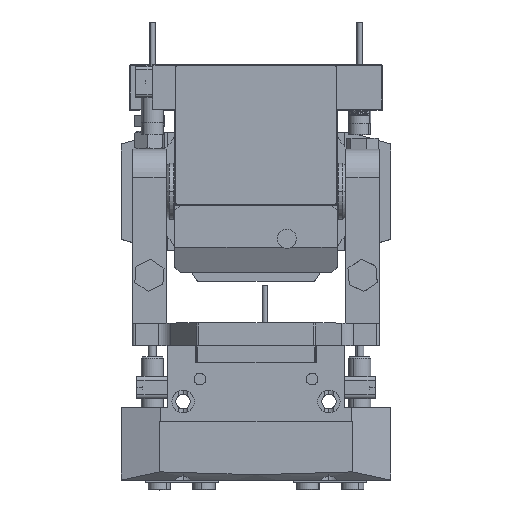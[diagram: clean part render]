
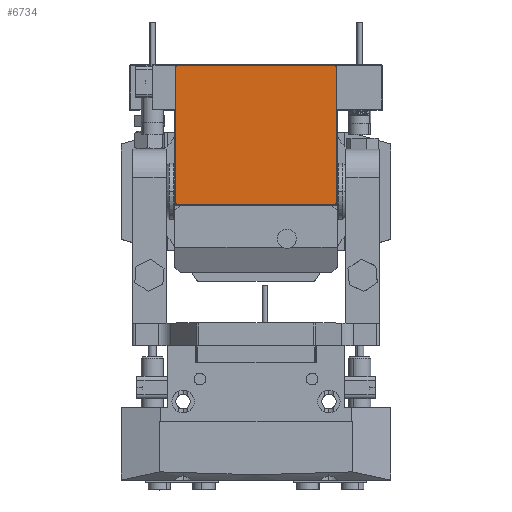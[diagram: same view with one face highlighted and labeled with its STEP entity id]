
A CAD part, top view. The second image highlights one B-rep face of the part: STEP entity #6734.
In plain terms, the highlighted planar face has unit normal (0, 0, 1).
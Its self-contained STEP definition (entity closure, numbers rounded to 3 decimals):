
#940 = CARTESIAN_POINT ( 'NONE',  ( 28.75, -48.75, 88. ) ) ;
#3164 = VECTOR ( 'NONE', #62751, 1000. ) ;
#3424 = DIRECTION ( 'NONE',  ( -1., 0., 0. ) ) ;
#3842 = VERTEX_POINT ( 'NONE', #27699 ) ;
#4036 = EDGE_CURVE ( 'NONE', #24129, #24575, #37796, .T. ) ;
#4821 = CARTESIAN_POINT ( 'NONE',  ( -28.75, -0.25, 88. ) ) ;
#6258 = LINE ( 'NONE', #6860, #52119 ) ;
#6734 = ADVANCED_FACE ( 'NONE', ( #75240 ), #55523, .F. ) ;
#6860 = CARTESIAN_POINT ( 'NONE',  ( 28.75, -0.25, 88. ) ) ;
#7130 = CARTESIAN_POINT ( 'NONE',  ( 27.75, -0.25, 88. ) ) ;
#7213 = AXIS2_PLACEMENT_3D ( 'NONE', #34034, #73035, #79564 ) ;
#8510 = CARTESIAN_POINT ( 'NONE',  ( 27.75, -1.25, 88. ) ) ;
#8683 = ORIENTED_EDGE ( 'NONE', *, *, #61151, .F. ) ;
#8855 = ORIENTED_EDGE ( 'NONE', *, *, #63324, .F. ) ;
#9647 = AXIS2_PLACEMENT_3D ( 'NONE', #64172, #44261, #70713 ) ;
#13499 = CARTESIAN_POINT ( 'NONE',  ( 27.75, -49.75, 88. ) ) ;
#16194 = DIRECTION ( 'NONE',  ( -1., 0., 0. ) ) ;
#20550 = ORIENTED_EDGE ( 'NONE', *, *, #4036, .T. ) ;
#23427 = CARTESIAN_POINT ( 'NONE',  ( -28.75, -49.75, 88. ) ) ;
#23576 = VERTEX_POINT ( 'NONE', #7130 ) ;
#23721 = CARTESIAN_POINT ( 'NONE',  ( -28.75, -48.75, 88. ) ) ;
#24129 = VERTEX_POINT ( 'NONE', #33463 ) ;
#24436 = DIRECTION ( 'NONE',  ( -1., 0., 0. ) ) ;
#24575 = VERTEX_POINT ( 'NONE', #23721 ) ;
#25585 = CIRCLE ( 'NONE', #68971, 1. ) ;
#27699 = CARTESIAN_POINT ( 'NONE',  ( -27.75, -0.25, 88. ) ) ;
#32637 = DIRECTION ( 'NONE',  ( -1., 0., 0. ) ) ;
#33463 = CARTESIAN_POINT ( 'NONE',  ( -28.75, -1.25, 88. ) ) ;
#34034 = CARTESIAN_POINT ( 'NONE',  ( 27.75, -48.75, 88. ) ) ;
#34163 = AXIS2_PLACEMENT_3D ( 'NONE', #8510, #61150, #16194 ) ;
#34670 = ORIENTED_EDGE ( 'NONE', *, *, #82218, .T. ) ;
#37796 = LINE ( 'NONE', #23427, #3164 ) ;
#38748 = VERTEX_POINT ( 'NONE', #940 ) ;
#39212 = ORIENTED_EDGE ( 'NONE', *, *, #62952, .T. ) ;
#42735 = EDGE_CURVE ( 'NONE', #23576, #3842, #60656, .T. ) ;
#44261 = DIRECTION ( 'NONE',  ( 0., 0., -1. ) ) ;
#44920 = DIRECTION ( 'NONE',  ( 0., 0., -1. ) ) ;
#46932 = EDGE_LOOP ( 'NONE', ( #20550, #8855, #34670, #8683, #39212, #70119, #80294, #81382 ) ) ;
#48430 = CARTESIAN_POINT ( 'NONE',  ( -20., -45., 88. ) ) ;
#51516 = VECTOR ( 'NONE', #24436, 1000. ) ;
#52119 = VECTOR ( 'NONE', #66065, 1000. ) ;
#52461 = EDGE_CURVE ( 'NONE', #24129, #3842, #63866, .T. ) ;
#54946 = DIRECTION ( 'NONE',  ( 0., 0., -1. ) ) ;
#55523 = PLANE ( 'NONE',  #77131 ) ;
#58487 = CIRCLE ( 'NONE', #7213, 1. ) ;
#60656 = LINE ( 'NONE', #4821, #51516 ) ;
#61151 = EDGE_CURVE ( 'NONE', #38748, #62423, #58487, .T. ) ;
#61150 = DIRECTION ( 'NONE',  ( 0., 0., -1. ) ) ;
#62423 = VERTEX_POINT ( 'NONE', #13499 ) ;
#62751 = DIRECTION ( 'NONE',  ( 0., -1., 0. ) ) ;
#62952 = EDGE_CURVE ( 'NONE', #38748, #74493, #6258, .T. ) ;
#63324 = EDGE_CURVE ( 'NONE', #72555, #24575, #25585, .T. ) ;
#63866 = CIRCLE ( 'NONE', #9647, 1. ) ;
#64172 = CARTESIAN_POINT ( 'NONE',  ( -27.75, -1.25, 88. ) ) ;
#64275 = CARTESIAN_POINT ( 'NONE',  ( -27.75, -48.75, 88. ) ) ;
#64679 = LINE ( 'NONE', #72717, #74894 ) ;
#66065 = DIRECTION ( 'NONE',  ( 0., 1., 0. ) ) ;
#67727 = CARTESIAN_POINT ( 'NONE',  ( -27.75, -49.75, 88. ) ) ;
#68971 = AXIS2_PLACEMENT_3D ( 'NONE', #64275, #44920, #32637 ) ;
#70119 = ORIENTED_EDGE ( 'NONE', *, *, #70348, .F. ) ;
#70348 = EDGE_CURVE ( 'NONE', #23576, #74493, #74001, .T. ) ;
#70713 = DIRECTION ( 'NONE',  ( -1., 0., 0. ) ) ;
#72555 = VERTEX_POINT ( 'NONE', #67727 ) ;
#72717 = CARTESIAN_POINT ( 'NONE',  ( 28.75, -49.75, 88. ) ) ;
#73035 = DIRECTION ( 'NONE',  ( 0., 0., -1. ) ) ;
#74001 = CIRCLE ( 'NONE', #34163, 1. ) ;
#74493 = VERTEX_POINT ( 'NONE', #77033 ) ;
#74894 = VECTOR ( 'NONE', #79245, 1000. ) ;
#75240 = FACE_OUTER_BOUND ( 'NONE', #46932, .T. ) ;
#77033 = CARTESIAN_POINT ( 'NONE',  ( 28.75, -1.25, 88. ) ) ;
#77131 = AXIS2_PLACEMENT_3D ( 'NONE', #48430, #54946, #3424 ) ;
#79245 = DIRECTION ( 'NONE',  ( 1., 0., 0. ) ) ;
#79564 = DIRECTION ( 'NONE',  ( -1., 0., 0. ) ) ;
#80294 = ORIENTED_EDGE ( 'NONE', *, *, #42735, .T. ) ;
#81382 = ORIENTED_EDGE ( 'NONE', *, *, #52461, .F. ) ;
#82218 = EDGE_CURVE ( 'NONE', #72555, #62423, #64679, .T. ) ;
